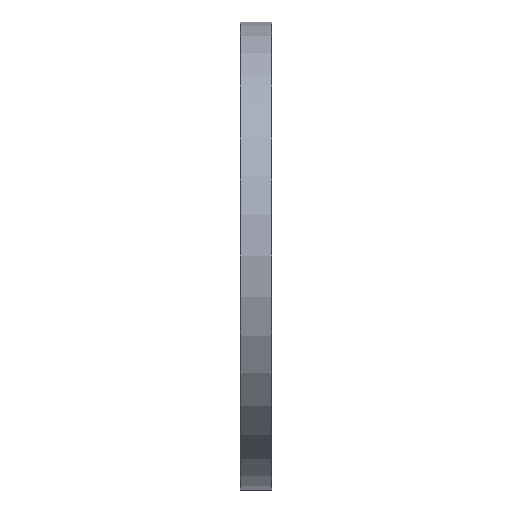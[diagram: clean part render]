
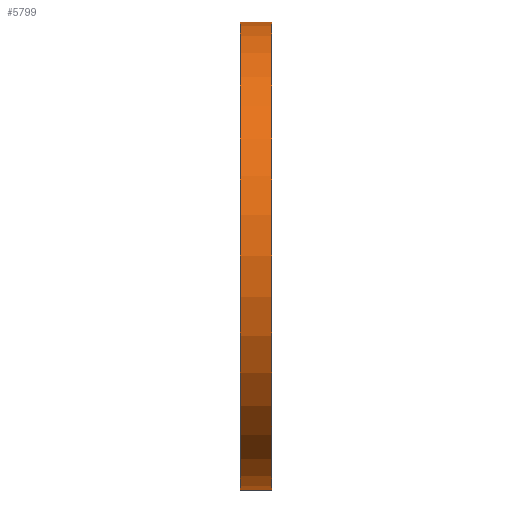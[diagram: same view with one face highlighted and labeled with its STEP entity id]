
A CAD part, left-side view. The second image highlights one B-rep face of the part: STEP entity #5799.
In plain terms, the highlighted cylindrical face has radius 30 mm (diameter 60 mm), a partial arc.
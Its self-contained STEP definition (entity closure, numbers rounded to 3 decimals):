
#230 = AXIS2_PLACEMENT_3D ( 'NONE', #8502, #12489, #3626 ) ;
#608 = CARTESIAN_POINT ( 'NONE',  ( 0., 0., 30. ) ) ;
#660 = CIRCLE ( 'NONE', #4698, 30. ) ;
#850 = LINE ( 'NONE', #5355, #11312 ) ;
#1005 = ORIENTED_EDGE ( 'NONE', *, *, #6349, .T. ) ;
#1303 = CARTESIAN_POINT ( 'NONE',  ( 0., 4., 30. ) ) ;
#2268 = AXIS2_PLACEMENT_3D ( 'NONE', #7549, #3628, #4516 ) ;
#3624 = DIRECTION ( 'NONE',  ( 0., 1., 0. ) ) ;
#3626 = DIRECTION ( 'NONE',  ( 0., 0., -1. ) ) ;
#3628 = DIRECTION ( 'NONE',  ( 0., 1., 0. ) ) ;
#3649 = VERTEX_POINT ( 'NONE', #8663 ) ;
#4516 = DIRECTION ( 'NONE',  ( 0., 0., 1. ) ) ;
#4698 = AXIS2_PLACEMENT_3D ( 'NONE', #9507, #3624, #10487 ) ;
#4835 = LINE ( 'NONE', #1303, #8715 ) ;
#5338 = EDGE_LOOP ( 'NONE', ( #12263, #5618, #10677, #1005 ) ) ;
#5355 = CARTESIAN_POINT ( 'NONE',  ( 0., 4., -30. ) ) ;
#5398 = DIRECTION ( 'NONE',  ( 0., -1., 0. ) ) ;
#5618 = ORIENTED_EDGE ( 'NONE', *, *, #10416, .F. ) ;
#5799 = ADVANCED_FACE ( 'NONE', ( #8588 ), #7170, .T. ) ;
#6349 = EDGE_CURVE ( 'NONE', #7094, #6371, #10082, .T. ) ;
#6371 = VERTEX_POINT ( 'NONE', #608 ) ;
#7094 = VERTEX_POINT ( 'NONE', #7112 ) ;
#7112 = CARTESIAN_POINT ( 'NONE',  ( 0., 0., -30. ) ) ;
#7170 = CYLINDRICAL_SURFACE ( 'NONE', #230, 30. ) ;
#7462 = EDGE_CURVE ( 'NONE', #3649, #6371, #4835, .T. ) ;
#7485 = EDGE_CURVE ( 'NONE', #7814, #7094, #850, .T. ) ;
#7549 = CARTESIAN_POINT ( 'NONE',  ( 0., 0., 0. ) ) ;
#7814 = VERTEX_POINT ( 'NONE', #12113 ) ;
#8445 = DIRECTION ( 'NONE',  ( 0., -1., 0. ) ) ;
#8502 = CARTESIAN_POINT ( 'NONE',  ( 0., 4., 0. ) ) ;
#8588 = FACE_OUTER_BOUND ( 'NONE', #5338, .T. ) ;
#8663 = CARTESIAN_POINT ( 'NONE',  ( 0., 4., 30. ) ) ;
#8715 = VECTOR ( 'NONE', #8445, 1000. ) ;
#9507 = CARTESIAN_POINT ( 'NONE',  ( 0., 4., 0. ) ) ;
#10082 = CIRCLE ( 'NONE', #2268, 30. ) ;
#10416 = EDGE_CURVE ( 'NONE', #7814, #3649, #660, .T. ) ;
#10487 = DIRECTION ( 'NONE',  ( 0., 0., 1. ) ) ;
#10677 = ORIENTED_EDGE ( 'NONE', *, *, #7485, .T. ) ;
#11312 = VECTOR ( 'NONE', #5398, 1000. ) ;
#12113 = CARTESIAN_POINT ( 'NONE',  ( 0., 4., -30. ) ) ;
#12263 = ORIENTED_EDGE ( 'NONE', *, *, #7462, .F. ) ;
#12489 = DIRECTION ( 'NONE',  ( 0., -1., 0. ) ) ;
